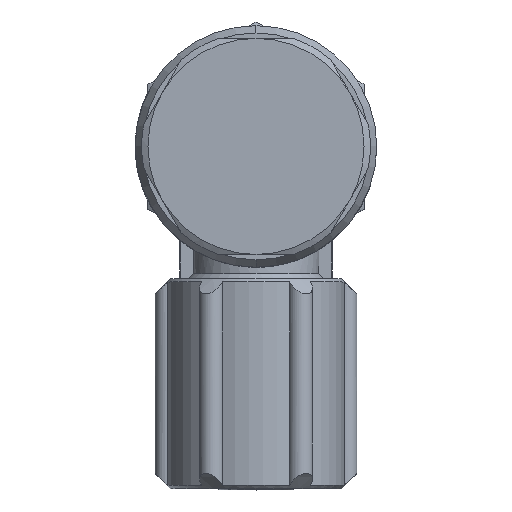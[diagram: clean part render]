
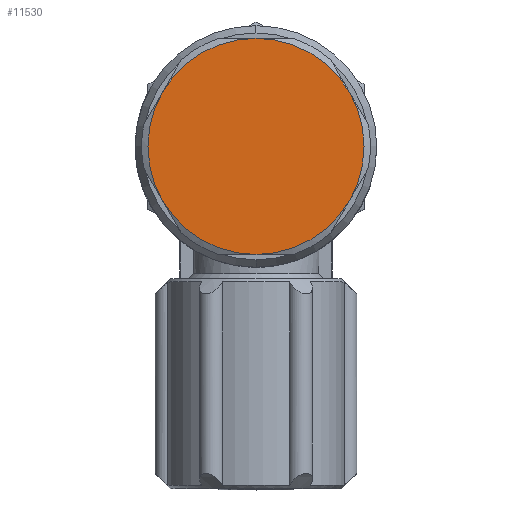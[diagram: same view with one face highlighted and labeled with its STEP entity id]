
A CAD part, top view. The second image highlights one B-rep face of the part: STEP entity #11530.
In plain terms, the highlighted planar face has unit normal (0, 0, 1).
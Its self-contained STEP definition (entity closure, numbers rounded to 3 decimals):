
#11138=CARTESIAN_POINT('',(-7.361,4.343,18.1));
#11139=VERTEX_POINT('',#11138);
#11220=CARTESIAN_POINT('',(7.367,4.353,18.1));
#11221=VERTEX_POINT('',#11220);
#11235=CARTESIAN_POINT('',(7.355,4.332,18.1));
#11236=VERTEX_POINT('',#11235);
#11237=CARTESIAN_POINT('',(7.367,4.353,18.1));
#11238=DIRECTION('',(-0.5,-0.866,0.0));
#11239=VECTOR('',#11238,0.023);
#11240=LINE('',#11237,#11239);
#11241=EDGE_CURVE('',#11221,#11236,#11240,.T.);
#11421=CARTESIAN_POINT('',(0.,0.093,18.1));
#11422=VERTEX_POINT('',#11421);
#11466=CARTESIAN_POINT('',(4.907,17.093,18.1));
#11467=DIRECTION('',(0.0,0.0,-1.0));
#11468=DIRECTION('',(-1.0,0.0,0.0));
#11469=AXIS2_PLACEMENT_3D('',#11466,#11467,#11468);
#11470=PLANE('',#11469);
#11471=CARTESIAN_POINT('',(7.367,12.832,18.1));
#11472=VERTEX_POINT('',#11471);
#11473=CARTESIAN_POINT('',(0.0,8.593,18.1));
#11474=DIRECTION('',(0.0,0.0,1.0));
#11475=DIRECTION('',(-1.0,0.0,0.0));
#11476=AXIS2_PLACEMENT_3D('',#11473,#11474,#11475);
#11477=CIRCLE('',#11476,8.5);
#11478=EDGE_CURVE('',#11221,#11472,#11477,.T.);
#11479=ORIENTED_EDGE('',*,*,#11478,.T.);
#11480=CARTESIAN_POINT('',(7.355,12.853,18.1));
#11481=VERTEX_POINT('',#11480);
#11482=CARTESIAN_POINT('',(7.355,12.853,18.1));
#11483=DIRECTION('',(0.5,-0.866,0.0));
#11484=VECTOR('',#11483,0.023);
#11485=LINE('',#11482,#11484);
#11486=EDGE_CURVE('',#11481,#11472,#11485,.T.);
#11487=ORIENTED_EDGE('',*,*,#11486,.F.);
#11488=CARTESIAN_POINT('',(0.0,17.093,18.1));
#11489=VERTEX_POINT('',#11488);
#11490=CARTESIAN_POINT('',(0.0,8.593,18.1));
#11491=DIRECTION('',(0.0,0.0,1.0));
#11492=DIRECTION('',(-1.0,0.0,0.0));
#11493=AXIS2_PLACEMENT_3D('',#11490,#11491,#11492);
#11494=CIRCLE('',#11493,8.5);
#11495=EDGE_CURVE('',#11481,#11489,#11494,.T.);
#11496=ORIENTED_EDGE('',*,*,#11495,.T.);
#11497=CARTESIAN_POINT('',(-7.361,12.843,18.1));
#11498=VERTEX_POINT('',#11497);
#11499=CARTESIAN_POINT('',(0.0,8.593,18.1));
#11500=DIRECTION('',(0.0,0.0,1.0));
#11501=DIRECTION('',(-1.0,0.0,0.0));
#11502=AXIS2_PLACEMENT_3D('',#11499,#11500,#11501);
#11503=CIRCLE('',#11502,8.5);
#11504=EDGE_CURVE('',#11489,#11498,#11503,.T.);
#11505=ORIENTED_EDGE('',*,*,#11504,.T.);
#11506=CARTESIAN_POINT('',(0.0,8.593,18.1));
#11507=DIRECTION('',(0.0,0.0,1.0));
#11508=DIRECTION('',(-1.0,0.0,0.0));
#11509=AXIS2_PLACEMENT_3D('',#11506,#11507,#11508);
#11510=CIRCLE('',#11509,8.5);
#11511=EDGE_CURVE('',#11498,#11139,#11510,.T.);
#11512=ORIENTED_EDGE('',*,*,#11511,.T.);
#11513=CARTESIAN_POINT('',(0.0,8.593,18.1));
#11514=DIRECTION('',(0.0,0.0,1.0));
#11515=DIRECTION('',(-1.0,0.0,0.0));
#11516=AXIS2_PLACEMENT_3D('',#11513,#11514,#11515);
#11517=CIRCLE('',#11516,8.5);
#11518=EDGE_CURVE('',#11139,#11422,#11517,.T.);
#11519=ORIENTED_EDGE('',*,*,#11518,.T.);
#11520=CARTESIAN_POINT('',(0.0,8.593,18.1));
#11521=DIRECTION('',(0.0,0.0,1.0));
#11522=DIRECTION('',(-1.0,0.0,0.0));
#11523=AXIS2_PLACEMENT_3D('',#11520,#11521,#11522);
#11524=CIRCLE('',#11523,8.5);
#11525=EDGE_CURVE('',#11422,#11236,#11524,.T.);
#11526=ORIENTED_EDGE('',*,*,#11525,.T.);
#11527=ORIENTED_EDGE('',*,*,#11241,.F.);
#11528=EDGE_LOOP('',(#11479,#11487,#11496,#11505,#11512,#11519,#11526,#11527));
#11529=FACE_OUTER_BOUND('',#11528,.T.);
#11530=ADVANCED_FACE('',(#11529),#11470,.F.);
